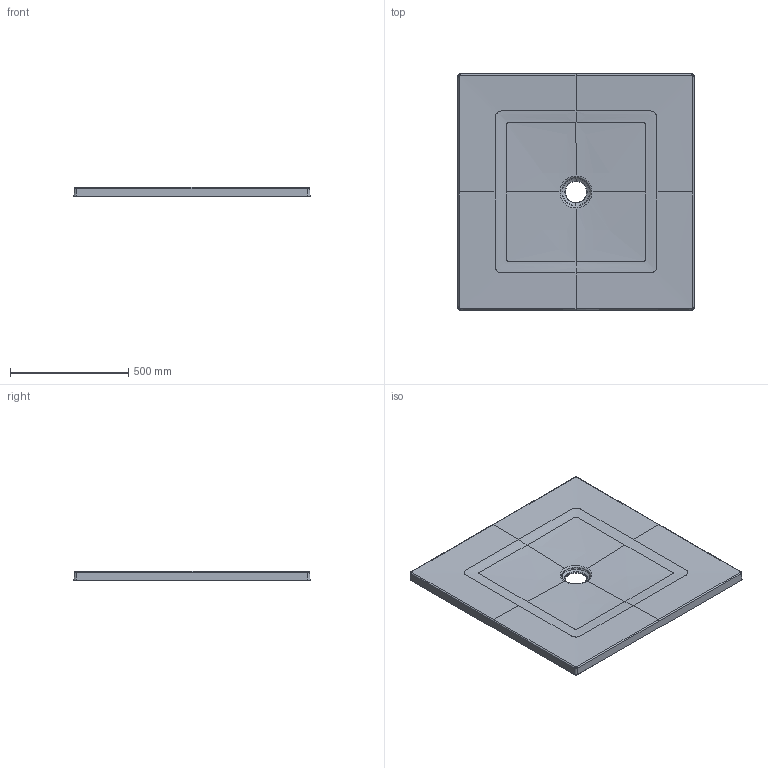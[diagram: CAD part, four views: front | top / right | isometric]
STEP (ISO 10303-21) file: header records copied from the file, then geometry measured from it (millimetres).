
FILE_DESCRIPTION(/* description */ (''),/* implementation_level */ '2;1');
FILE_NAME(/* name */ 'Infinity_R6228J5_DW_1000_1000_45_RP.stp',/* time_stamp */ '2021-11-30T12:09:55+01:00',/* author */ (''),/* organization */ (''),/* preprocessor_version */ 'ST-DEVELOPER v18.1',/* originating_system */ 'SIEMENS PLM Software NX 1973',/* authorisation */ '');
FILE_SCHEMA (('AUTOMOTIVE_DESIGN { 1 0 10303 214 3 1 1 1 }'));
Products named in the file (1): rupp0D901CD3dcdt
Bounding box: 999.77 x 999.77 x 40.06 mm (x, y, z)
Volume: 20331402.4 mm3; surface area: 2432999.9 mm2
Topology: 1 solids, 1 shells, 2040 faces, 5132 edges, 2986 vertices
Faces by surface type: bspline 1319, sphere 222, plane 150, cylinder 146, torus 108, cone 93, revolution 2
Full cylindrical faces by diameter (mm): 12 x2, 25 x1, 26.001 x1
Entity records: 95238 total; most frequent: CARTESIAN_POINT 58687, ORIENTED_EDGE 9636, EDGE_CURVE 4818, DIRECTION 4680, B_SPLINE_CURVE_WITH_KNOTS 3020, VERTEX_POINT 2855, AXIS2_PLACEMENT_3D 2179, EDGE_LOOP 2081
